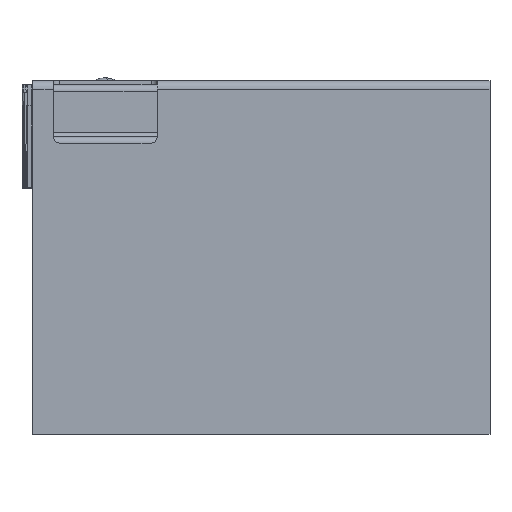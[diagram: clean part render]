
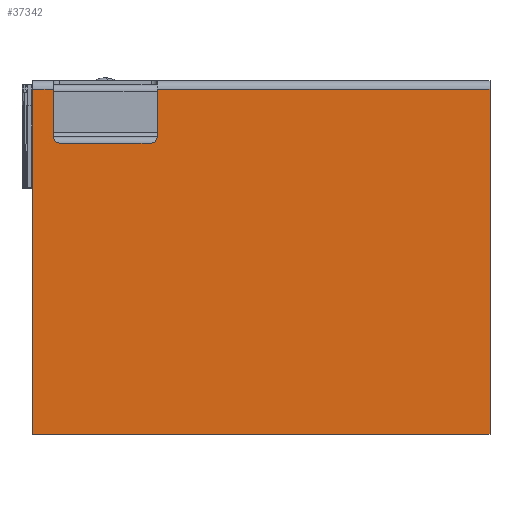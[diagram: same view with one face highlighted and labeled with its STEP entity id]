
A CAD part, left-side view. The second image highlights one B-rep face of the part: STEP entity #37342.
In plain terms, the highlighted planar face has unit normal (-1, 0, 0).
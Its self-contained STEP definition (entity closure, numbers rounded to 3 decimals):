
#34652=DIRECTION('',(0.,0.,-1.));
#34653=VECTOR('',#34652,166.);
#34654=CARTESIAN_POINT('',(-49.5,0.,-2.));
#34655=LINE('',#34654,#34653);
#34802=CARTESIAN_POINT('',(-49.5,-13.,-25.));
#34803=DIRECTION('',(-1.,0.,0.));
#34804=DIRECTION('',(0.,1.,0.));
#34805=AXIS2_PLACEMENT_3D('',#34802,#34803,#34804);
#34810=CARTESIAN_POINT('',(-49.5,-57.,-25.));
#34811=DIRECTION('',(-1.,0.,0.));
#34812=DIRECTION('',(0.,0.,-1.));
#34813=AXIS2_PLACEMENT_3D('',#34810,#34811,#34812);
#34818=DIRECTION('',(0.,0.,1.));
#34819=VECTOR('',#34818,23.);
#34820=CARTESIAN_POINT('',(-49.5,-60.,-25.));
#34821=LINE('',#34820,#34819);
#34825=DIRECTION('',(0.,0.,-1.));
#34826=VECTOR('',#34825,166.);
#34827=CARTESIAN_POINT('',(-49.5,-220.,-2.));
#34828=LINE('',#34827,#34826);
#34832=DIRECTION('',(0.,1.,0.));
#34833=VECTOR('',#34832,220.);
#34834=CARTESIAN_POINT('',(-49.5,-220.,-168.));
#34835=LINE('',#34834,#34833);
#34846=DIRECTION('',(0.,1.,0.));
#34847=VECTOR('',#34846,10.);
#34848=CARTESIAN_POINT('',(-49.5,-10.,-2.));
#34849=LINE('',#34848,#34847);
#34861=DIRECTION('',(0.,0.,1.));
#34862=VECTOR('',#34861,23.);
#34863=CARTESIAN_POINT('',(-49.5,-10.,-25.));
#34864=LINE('',#34863,#34862);
#34955=DIRECTION('',(0.,1.,0.));
#34956=VECTOR('',#34955,44.);
#34957=CARTESIAN_POINT('',(-49.5,-57.,-28.));
#34958=LINE('',#34957,#34956);
#35147=DIRECTION('',(0.,1.,0.));
#35148=VECTOR('',#35147,160.);
#35149=CARTESIAN_POINT('',(-49.5,-220.,-2.));
#35150=LINE('',#35149,#35148);
#36889=CARTESIAN_POINT('',(-49.5,-220.,-168.));
#36890=VERTEX_POINT('',#36889);
#36891=CARTESIAN_POINT('',(-49.5,-220.,-2.));
#36892=VERTEX_POINT('',#36891);
#36919=CARTESIAN_POINT('',(-49.5,0.,-2.));
#36920=VERTEX_POINT('',#36919);
#36921=CARTESIAN_POINT('',(-49.5,0.,-168.));
#36922=VERTEX_POINT('',#36921);
#36933=CARTESIAN_POINT('',(-49.5,-10.,-25.));
#36934=VERTEX_POINT('',#36933);
#36935=CARTESIAN_POINT('',(-49.5,-10.,-2.));
#36936=VERTEX_POINT('',#36935);
#36943=CARTESIAN_POINT('',(-49.5,-60.,-25.));
#36944=VERTEX_POINT('',#36943);
#36947=CARTESIAN_POINT('',(-49.5,-60.,-2.));
#36948=VERTEX_POINT('',#36947);
#36949=CARTESIAN_POINT('',(-49.5,-57.,-28.));
#36950=VERTEX_POINT('',#36949);
#36951=CARTESIAN_POINT('',(-49.5,-13.,-28.));
#36952=VERTEX_POINT('',#36951);
#37317=CARTESIAN_POINT('',(-49.5,0.,-208.));
#37318=DIRECTION('',(1.,0.,0.));
#37319=DIRECTION('',(0.,1.,0.));
#37320=AXIS2_PLACEMENT_3D('',#37317,#37318,#37319);
#37321=PLANE('',#37320);
#37322=ORIENTED_EDGE('',*,*,#37168,.F.);
#37324=ORIENTED_EDGE('',*,*,#37323,.F.);
#37326=ORIENTED_EDGE('',*,*,#37325,.F.);
#37328=ORIENTED_EDGE('',*,*,#37327,.T.);
#37330=ORIENTED_EDGE('',*,*,#37329,.F.);
#37332=ORIENTED_EDGE('',*,*,#37331,.T.);
#37334=ORIENTED_EDGE('',*,*,#37333,.T.);
#37336=ORIENTED_EDGE('',*,*,#37335,.F.);
#37338=ORIENTED_EDGE('',*,*,#37337,.T.);
#37339=ORIENTED_EDGE('',*,*,#37297,.T.);
#37340=EDGE_LOOP('',(#37322,#37324,#37326,#37328,#37330,#37332,#37334,#37336,
#37338,#37339));
#37341=FACE_OUTER_BOUND('',#37340,.F.);
#34806=CIRCLE('',#34805,3.);
#34814=CIRCLE('',#34813,3.);
#37168=EDGE_CURVE('',#36920,#36922,#34655,.T.);
#37297=EDGE_CURVE('',#36890,#36922,#34835,.T.);
#37323=EDGE_CURVE('',#36936,#36920,#34849,.T.);
#37325=EDGE_CURVE('',#36934,#36936,#34864,.T.);
#37327=EDGE_CURVE('',#36934,#36952,#34806,.T.);
#37329=EDGE_CURVE('',#36950,#36952,#34958,.T.);
#37331=EDGE_CURVE('',#36950,#36944,#34814,.T.);
#37333=EDGE_CURVE('',#36944,#36948,#34821,.T.);
#37335=EDGE_CURVE('',#36892,#36948,#35150,.T.);
#37337=EDGE_CURVE('',#36892,#36890,#34828,.T.);
#37342=ADVANCED_FACE('',(#37341),#37321,.F.);
